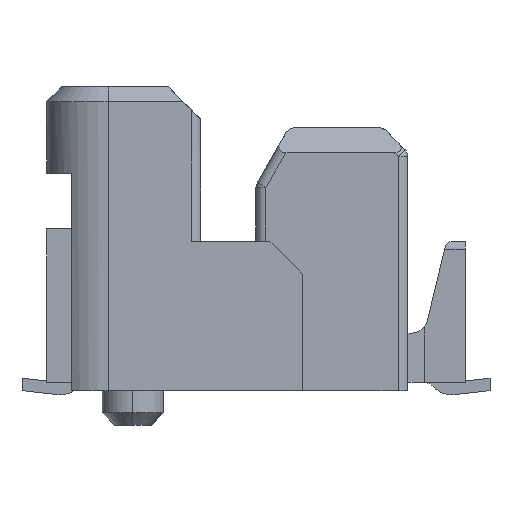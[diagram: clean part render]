
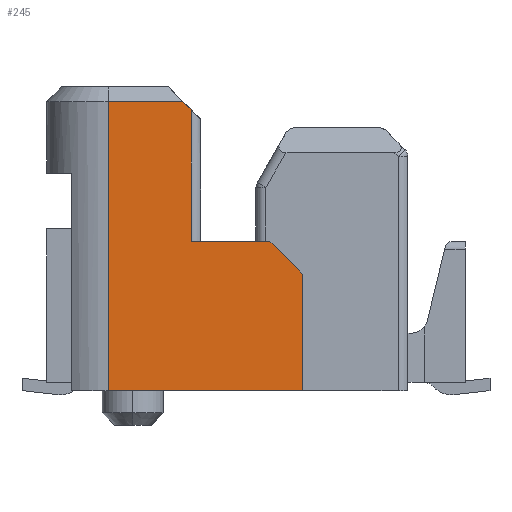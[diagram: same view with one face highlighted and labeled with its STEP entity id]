
A CAD part, left-side view. The second image highlights one B-rep face of the part: STEP entity #245.
In plain terms, the highlighted planar face has unit normal (-1, 0, 0).
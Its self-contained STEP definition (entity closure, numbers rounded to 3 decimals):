
#201 = VERTEX_POINT('',#202);
#202 = CARTESIAN_POINT('',(-5.13,1.8,3.54));
#225 = EDGE_CURVE('',#201,#226,#228,.T.);
#226 = VERTEX_POINT('',#227);
#227 = CARTESIAN_POINT('',(-5.13,0.89,3.54));
#228 = LINE('',#229,#230);
#229 = CARTESIAN_POINT('',(-5.13,1.8,3.54));
#230 = VECTOR('',#231,1.);
#231 = DIRECTION('',(0.,-1.,0.));
#245 = ADVANCED_FACE('',(#246),#303,.T.);
#246 = FACE_BOUND('',#247,.F.);
#247 = EDGE_LOOP('',(#248,#249,#257,#265,#273,#281,#289,#297));
#248 = ORIENTED_EDGE('',*,*,#225,.T.);
#249 = ORIENTED_EDGE('',*,*,#250,.T.);
#250 = EDGE_CURVE('',#226,#251,#253,.T.);
#251 = VERTEX_POINT('',#252);
#252 = CARTESIAN_POINT('',(-5.13,0.79,3.44));
#253 = LINE('',#254,#255);
#254 = CARTESIAN_POINT('',(-5.13,0.89,3.54));
#255 = VECTOR('',#256,1.);
#256 = DIRECTION('',(0.,-0.707,-0.707));
#257 = ORIENTED_EDGE('',*,*,#258,.T.);
#258 = EDGE_CURVE('',#251,#259,#261,.T.);
#259 = VERTEX_POINT('',#260);
#260 = CARTESIAN_POINT('',(-5.13,0.79,1.84));
#261 = LINE('',#262,#263);
#262 = CARTESIAN_POINT('',(-5.13,0.79,3.44));
#263 = VECTOR('',#264,1.);
#264 = DIRECTION('',(0.,0.,-1.));
#265 = ORIENTED_EDGE('',*,*,#266,.F.);
#266 = EDGE_CURVE('',#267,#259,#269,.T.);
#267 = VERTEX_POINT('',#268);
#268 = CARTESIAN_POINT('',(-5.13,-0.17,1.84));
#269 = LINE('',#270,#271);
#270 = CARTESIAN_POINT('',(-5.13,-0.17,1.84));
#271 = VECTOR('',#272,1.);
#272 = DIRECTION('',(0.,1.,0.));
#273 = ORIENTED_EDGE('',*,*,#274,.F.);
#274 = EDGE_CURVE('',#275,#267,#277,.T.);
#275 = VERTEX_POINT('',#276);
#276 = CARTESIAN_POINT('',(-5.13,-0.57,1.44));
#277 = LINE('',#278,#279);
#278 = CARTESIAN_POINT('',(-5.13,-0.57,1.44));
#279 = VECTOR('',#280,1.);
#280 = DIRECTION('',(0.,0.707,0.707));
#281 = ORIENTED_EDGE('',*,*,#282,.F.);
#282 = EDGE_CURVE('',#283,#275,#285,.T.);
#283 = VERTEX_POINT('',#284);
#284 = CARTESIAN_POINT('',(-5.13,-0.57,0.02));
#285 = LINE('',#286,#287);
#286 = CARTESIAN_POINT('',(-5.13,-0.57,0.02));
#287 = VECTOR('',#288,1.);
#288 = DIRECTION('',(0.,0.,1.));
#289 = ORIENTED_EDGE('',*,*,#290,.F.);
#290 = EDGE_CURVE('',#291,#283,#293,.T.);
#291 = VERTEX_POINT('',#292);
#292 = CARTESIAN_POINT('',(-5.13,1.8,0.02));
#293 = LINE('',#294,#295);
#294 = CARTESIAN_POINT('',(-5.13,1.8,0.02));
#295 = VECTOR('',#296,1.);
#296 = DIRECTION('',(0.,-1.,0.));
#297 = ORIENTED_EDGE('',*,*,#298,.F.);
#298 = EDGE_CURVE('',#201,#291,#299,.T.);
#299 = LINE('',#300,#301);
#300 = CARTESIAN_POINT('',(-5.13,1.8,3.54));
#301 = VECTOR('',#302,1.);
#302 = DIRECTION('',(0.,0.,-1.));
#303 = PLANE('',#304);
#304 = AXIS2_PLACEMENT_3D('',#305,#306,#307);
#305 = CARTESIAN_POINT('',(-5.13,1.8,3.72));
#306 = DIRECTION('',(-1.,0.,0.));
#307 = DIRECTION('',(0.,-1.,0.));
